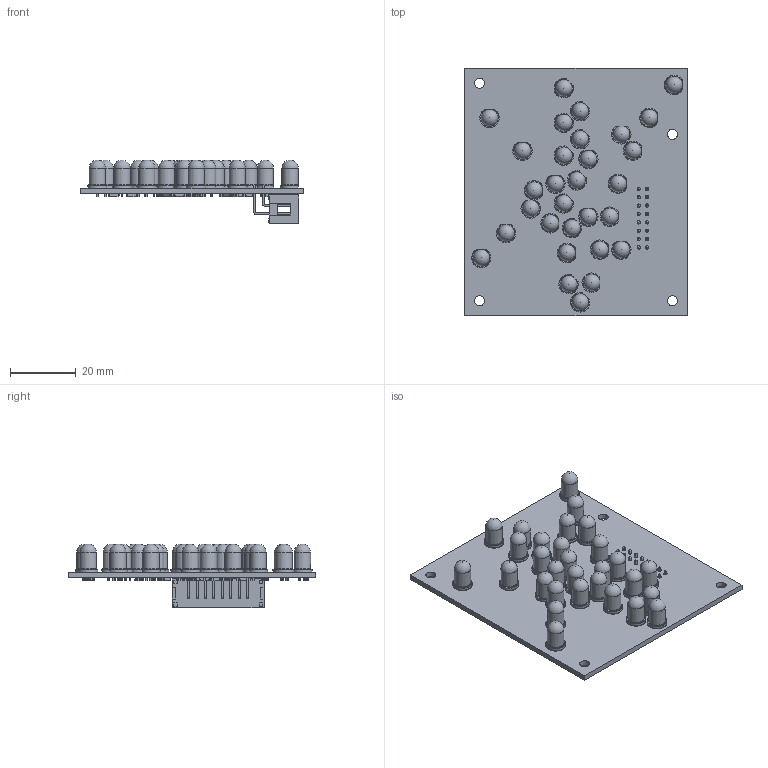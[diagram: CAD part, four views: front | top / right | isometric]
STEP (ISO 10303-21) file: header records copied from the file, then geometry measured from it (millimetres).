
FILE_DESCRIPTION(('Open CASCADE Model'),'2;1');
FILE_NAME('Open CASCADE Shape Model','2015-02-11T23:39:45',('Author'),( 'Open CASCADE'),'Open CASCADE STEP processor 6.2','Open CASCADE 6.2' ,'Unknown');
FILE_SCHEMA(('AUTOMOTIVE_DESIGN { 1 0 10303 214 1 1 1 1 }'));
Length unit declared in the file: millimetre
Products named in the file (58): PCB; Board; W7; r1206; W6; W5; W4; W3; W2; W1; JP7; idc_header_8x2_90; caja; Open CASCADE STEP translator 6.2 1.9.1.1.1; Open CASCADE STEP translator 6.2 1.9.1.1.2; pines; D13; led5mm_GREEN; LED5MM_GREEN; D7; LED5MM_YELLOW; LED5MM; D17; D8; D18; D9; D19; D49; D22; led5mm_ROJO; LED5MM_ROJO; D39; D38; D47; D37; D43; D3; D2; D1; D48 ...
Assembly tree (103 placements, depth 5):
  PCB
    Board
    W7
      r1206
    W6
      r1206
    W5
      r1206
    W4
      r1206
    W3
      r1206
    W2
      r1206
    W1
      r1206
    JP7
      idc_header_8x2_90
        caja
          Open CASCADE STEP translator 6.2 1.9.1.1.1
          Open CASCADE STEP translator 6.2 1.9.1.1.2
        pines  x8
    D13
      led5mm_GREEN
        LED5MM_GREEN
    D7
      LED5MM_YELLOW
        LED5MM
    D17
      LED5MM_YELLOW
        LED5MM
    D8
      led5mm_GREEN
        LED5MM_GREEN
    D18
      led5mm_GREEN
        LED5MM_GREEN
    D9
      LED5MM_YELLOW
        LED5MM
    D19
      LED5MM_YELLOW
        LED5MM
    D49
      LED5MM_YELLOW
        LED5MM
    D22
      led5mm_ROJO
        LED5MM_ROJO
    D39
      LED5MM_YELLOW
        LED5MM
    D38
      led5mm_GREEN
        LED5MM_GREEN
    D47
      LED5MM_YELLOW
        LED5MM
    D37
      LED5MM_YELLOW
Bounding box: 67.5 x 75 x 19.37 mm (x, y, z)
Volume: 10207 mm3; surface area: 24419.6 mm2
Topology: 61 solids, 61 shells, 3849 faces, 9989 edges, 6390 vertices
Faces by surface type: plane 2100, cylinder 1419, torus 180, cone 90, sphere 60
Full cylindrical faces by diameter (mm): 0.04 x120, 0.762 x60, 1.016 x16, 1.1 x30, 1.2 x30, 3.048 x4, 4.805 x30, 5 x30
Entity records: 40013 total; most frequent: CARTESIAN_POINT 11148, DIRECTION 4951, ORIENTED_EDGE 2714, PCURVE 2714, DEFINITIONAL_REPRESENTATION 2714, LINE 2568, VECTOR 2568, EDGE_CURVE 1357
